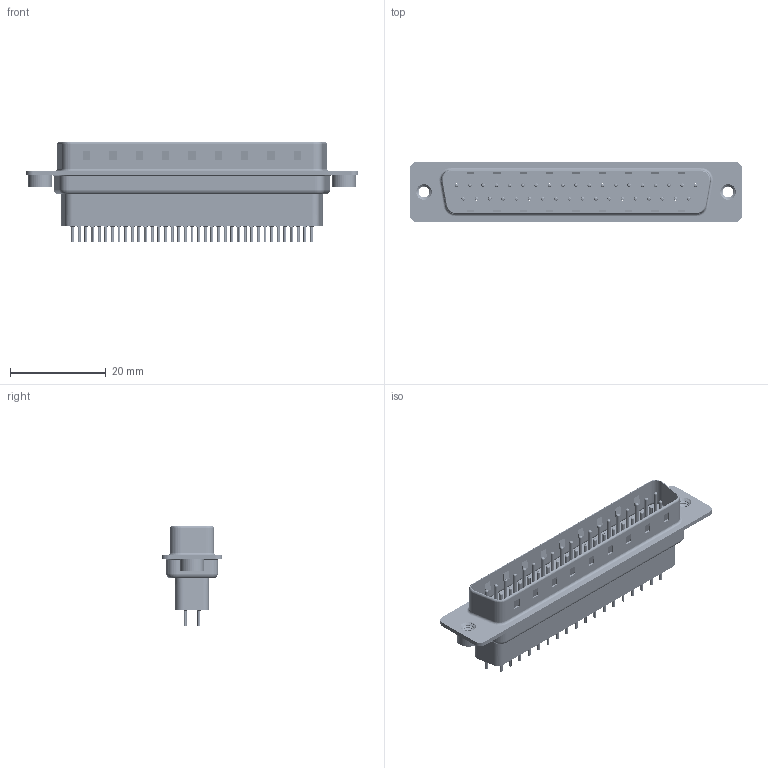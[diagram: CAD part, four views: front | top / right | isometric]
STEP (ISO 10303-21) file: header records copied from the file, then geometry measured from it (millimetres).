
FILE_DESCRIPTION (( 'STEP AP203' ), '1' );
FILE_NAME ('627-037-321-252.STEP', '2020-07-15T05:00:20', ( '' ), ( '' ), 'SwSTEP 2.0', 'SolidWorks 2020', '' );
FILE_SCHEMA (( 'CONFIG_CONTROL_DESIGN' ));
Length unit declared in the file: millimetre
Products named in the file (7): 627-037-321-252; 627 4-40 Threaded Rivet; 627 Shell Front_37 Contacts; 627 Housing_37 HP; 627 Contact Row 2_21H; 627 Shell Rear_37 Contacts; 627 Contact Row 1_21H
Assembly tree (42 placements, depth 2):
  627-037-321-252
    627 Housing_37 HP
    627 Shell Front_37 Contacts
    627 Shell Rear_37 Contacts
    627 Contact Row 1_21H  x19
    627 Contact Row 2_21H  x18
    627 4-40 Threaded Rivet  x2
Bounding box: 69.3 x 12.6 x 20.8 mm (x, y, z)
Volume: 5301.8 mm3; surface area: 13549 mm2
Topology: 42 solids, 42 shells, 4034 faces, 10445 edges, 6543 vertices
Faces by surface type: cylinder 1508, plane 1091, torus 1049, cone 380, bspline 6
Entity records: 29397 total; most frequent: CARTESIAN_POINT 6414, DIRECTION 4772, ORIENTED_EDGE 4214, EDGE_CURVE 2107, AXIS2_PLACEMENT_3D 1879, VERTEX_POINT 1349, EDGE_LOOP 1060, VECTOR 1014
